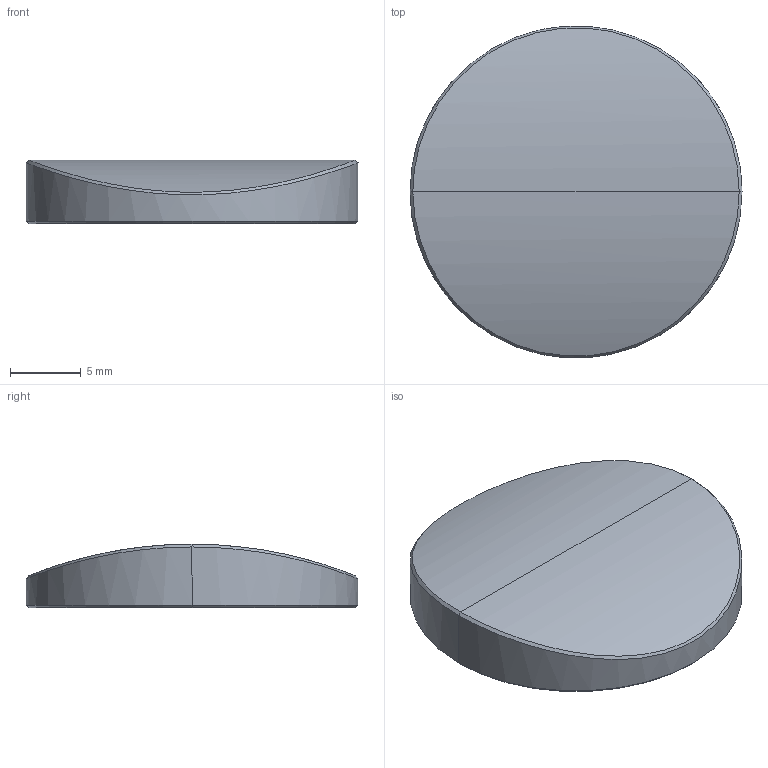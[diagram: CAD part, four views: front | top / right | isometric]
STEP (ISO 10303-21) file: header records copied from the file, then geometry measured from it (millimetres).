
FILE_DESCRIPTION (( 'STEP AP214' ), '1' );
FILE_NAME ('GL55-025-075-IR1.STEP', '2022-10-31T08:18:13', ( '' ), ( '' ), 'SwSTEP 2.0', 'SolidWorks 2022', '' );
FILE_SCHEMA (( 'AUTOMOTIVE_DESIGN' ));
Length unit declared in the file: millimetre
Products named in the file (1): GL55-025-075-IR1
Bounding box: 23.4 x 23.4 x 4.5 mm (x, y, z)
Volume: 1681.7 mm3; surface area: 1098.7 mm2
Topology: 1 solids, 1 shells, 9 faces, 17 edges, 10 vertices
Faces by surface type: cylinder 4, bspline 2, cone 2, plane 1
Entity records: 2543 total; most frequent: CARTESIAN_POINT 2345, ORIENTED_EDGE 34, DIRECTION 29, EDGE_CURVE 17, AXIS2_PLACEMENT_3D 12, VERTEX_POINT 10, EDGE_LOOP 9, ADVANCED_FACE 9
